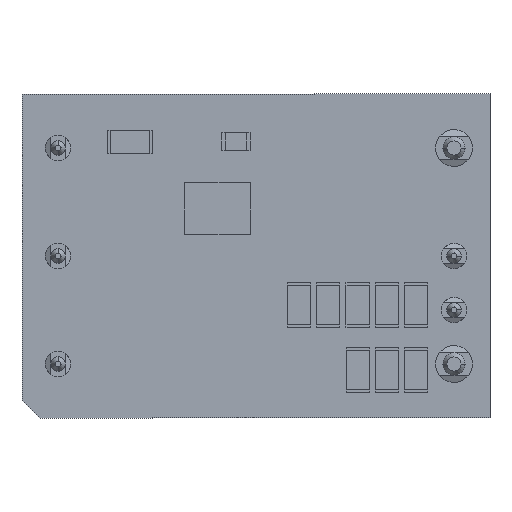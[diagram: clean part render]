
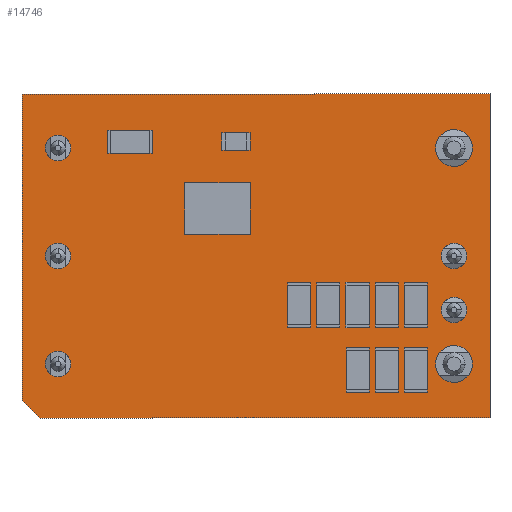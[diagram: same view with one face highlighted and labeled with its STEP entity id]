
A CAD part, front view. The second image highlights one B-rep face of the part: STEP entity #14746.
In plain terms, the highlighted planar face has unit normal (0, -1, 0).
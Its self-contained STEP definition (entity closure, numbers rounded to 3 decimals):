
#570 = FACE_OUTER_BOUND ( 'NONE', #12472, .T. ) ;
#969 = VERTEX_POINT ( 'NONE', #3056 ) ;
#1583 = ORIENTED_EDGE ( 'NONE', *, *, #11111, .F. ) ;
#1682 = VECTOR ( 'NONE', #10242, 1000. ) ;
#1971 = VERTEX_POINT ( 'NONE', #10130 ) ;
#2052 = LINE ( 'NONE', #12471, #12005 ) ;
#2430 = LINE ( 'NONE', #12575, #1682 ) ;
#3056 = CARTESIAN_POINT ( 'NONE',  ( -15.24, 2.286, -11.43 ) ) ;
#3331 = CARTESIAN_POINT ( 'NONE',  ( 16.51, 2.286, 0.003 ) ) ;
#3576 = EDGE_CURVE ( 'NONE', #7517, #14482, #2430, .T. ) ;
#3772 = DIRECTION ( 'NONE',  ( 0., 0., 1. ) ) ;
#3782 = LINE ( 'NONE', #8434, #9919 ) ;
#3811 = EDGE_CURVE ( 'NONE', #8833, #969, #2052, .T. ) ;
#3851 = CARTESIAN_POINT ( 'NONE',  ( 16.51, 2.286, -11.43 ) ) ;
#3911 = EDGE_CURVE ( 'NONE', #1971, #7517, #13823, .T. ) ;
#4438 = CARTESIAN_POINT ( 'NONE',  ( 16.51, 2.286, 11.43 ) ) ;
#4934 = DIRECTION ( 'NONE',  ( -0.707, 0., 0.707 ) ) ;
#5216 = CARTESIAN_POINT ( 'NONE',  ( 0., 2.286, 0.003 ) ) ;
#5670 = DIRECTION ( 'NONE',  ( 0., 0., -1. ) ) ;
#6556 = DIRECTION ( 'NONE',  ( -1., 0., 0. ) ) ;
#7517 = VERTEX_POINT ( 'NONE', #12321 ) ;
#7577 = ORIENTED_EDGE ( 'NONE', *, *, #3576, .F. ) ;
#7761 = VECTOR ( 'NONE', #5670, 1000. ) ;
#8434 = CARTESIAN_POINT ( 'NONE',  ( -15.24, 2.286, -11.43 ) ) ;
#8833 = VERTEX_POINT ( 'NONE', #3851 ) ;
#9314 = AXIS2_PLACEMENT_3D ( 'NONE', #5216, #13299, #6556 ) ;
#9878 = PLANE ( 'NONE',  #9314 ) ;
#9919 = VECTOR ( 'NONE', #4934, 1000. ) ;
#10130 = CARTESIAN_POINT ( 'NONE',  ( -16.51, 2.286, -10.16 ) ) ;
#10242 = DIRECTION ( 'NONE',  ( 1., 0., 0. ) ) ;
#10253 = EDGE_CURVE ( 'NONE', #969, #1971, #3782, .T. ) ;
#10719 = VECTOR ( 'NONE', #3772, 1000. ) ;
#11111 = EDGE_CURVE ( 'NONE', #14482, #8833, #14995, .T. ) ;
#11957 = ORIENTED_EDGE ( 'NONE', *, *, #10253, .F. ) ;
#12005 = VECTOR ( 'NONE', #14738, 1000. ) ;
#12321 = CARTESIAN_POINT ( 'NONE',  ( -16.51, 2.286, 11.43 ) ) ;
#12471 = CARTESIAN_POINT ( 'NONE',  ( 0., 2.286, -11.43 ) ) ;
#12472 = EDGE_LOOP ( 'NONE', ( #1583, #7577, #12778, #11957, #13079 ) ) ;
#12575 = CARTESIAN_POINT ( 'NONE',  ( 0., 2.286, 11.43 ) ) ;
#12778 = ORIENTED_EDGE ( 'NONE', *, *, #3911, .F. ) ;
#13079 = ORIENTED_EDGE ( 'NONE', *, *, #3811, .F. ) ;
#13299 = DIRECTION ( 'NONE',  ( 0., 1., 0. ) ) ;
#13823 = LINE ( 'NONE', #14189, #10719 ) ;
#14189 = CARTESIAN_POINT ( 'NONE',  ( -16.51, 2.286, 0.003 ) ) ;
#14482 = VERTEX_POINT ( 'NONE', #4438 ) ;
#14738 = DIRECTION ( 'NONE',  ( -1., 0., 0. ) ) ;
#14746 = ADVANCED_FACE ( 'NONE', ( #570 ), #9878, .F. ) ;
#14995 = LINE ( 'NONE', #3331, #7761 ) ;
